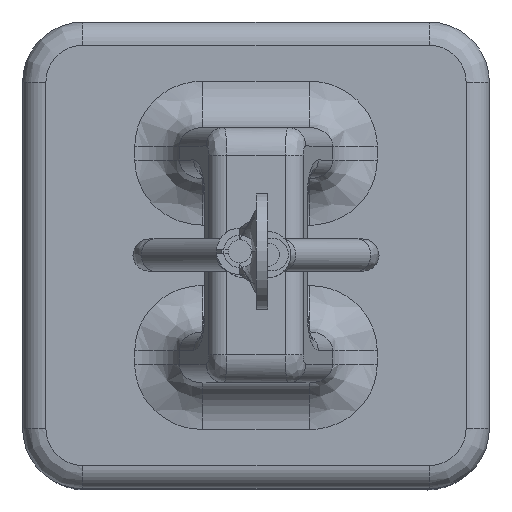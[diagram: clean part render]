
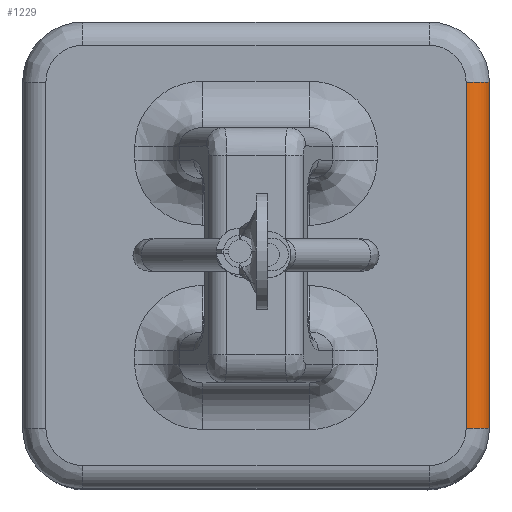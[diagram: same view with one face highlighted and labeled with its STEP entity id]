
A CAD part, top view. The second image highlights one B-rep face of the part: STEP entity #1229.
In plain terms, the highlighted cylindrical face has radius 1 mm (diameter 2 mm), a partial arc.
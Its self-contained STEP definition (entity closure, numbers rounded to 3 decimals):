
#1229=ADVANCED_FACE('',(#2027),#1526,.T.);
#1526=CYLINDRICAL_SURFACE('',#11679,1.);
#2027=FACE_OUTER_BOUND('',#2706,.T.);
#2706=EDGE_LOOP('',(#7146,#7147,#7148,#7149));
#3704=LINE('',#21530,#4683);
#3705=LINE('',#21531,#4684);
#4683=VECTOR('',#14126,1.);
#4684=VECTOR('',#14127,1.);
#7146=ORIENTED_EDGE('',*,*,#10124,.F.);
#7147=ORIENTED_EDGE('',*,*,#10125,.F.);
#7148=ORIENTED_EDGE('',*,*,#10121,.T.);
#7149=ORIENTED_EDGE('',*,*,#10126,.F.);
#8733=VERTEX_POINT('',#21498);
#8734=VERTEX_POINT('',#21499);
#8735=VERTEX_POINT('',#21528);
#8736=VERTEX_POINT('',#21529);
#10121=EDGE_CURVE('',#8733,#8734,#10819,.T.);
#10124=EDGE_CURVE('',#8735,#8736,#10822,.T.);
#10125=EDGE_CURVE('',#8733,#8735,#3704,.T.);
#10126=EDGE_CURVE('',#8736,#8734,#3705,.T.);
#10819=CIRCLE('',#11675,1.);
#10822=CIRCLE('',#11678,1.);
#11675=AXIS2_PLACEMENT_3D('',#21497,#14118,#14119);
#11678=AXIS2_PLACEMENT_3D('',#21527,#14124,#14125);
#11679=AXIS2_PLACEMENT_3D('',#21532,#14128,#14129);
#14118=DIRECTION('',(0.,1.,0.));
#14119=DIRECTION('',(0.,0.,1.));
#14124=DIRECTION('',(0.,1.,0.));
#14125=DIRECTION('',(0.,0.,1.));
#14126=DIRECTION('',(0.,1.,0.));
#14127=DIRECTION('',(0.,-1.,0.));
#14128=DIRECTION('',(0.,-1.,0.));
#14129=DIRECTION('',(1.,0.,0.));
#21497=CARTESIAN_POINT('',(9.05,-7.45,32.75));
#21498=CARTESIAN_POINT('',(9.05,-7.45,33.75));
#21499=CARTESIAN_POINT('',(10.05,-7.45,32.75));
#21527=CARTESIAN_POINT('',(9.05,7.45,32.75));
#21528=CARTESIAN_POINT('',(9.05,7.45,33.75));
#21529=CARTESIAN_POINT('',(10.05,7.45,32.75));
#21530=CARTESIAN_POINT('',(9.05,-7.45,33.75));
#21531=CARTESIAN_POINT('',(10.05,7.45,32.75));
#21532=CARTESIAN_POINT('',(9.05,7.45,32.75));
